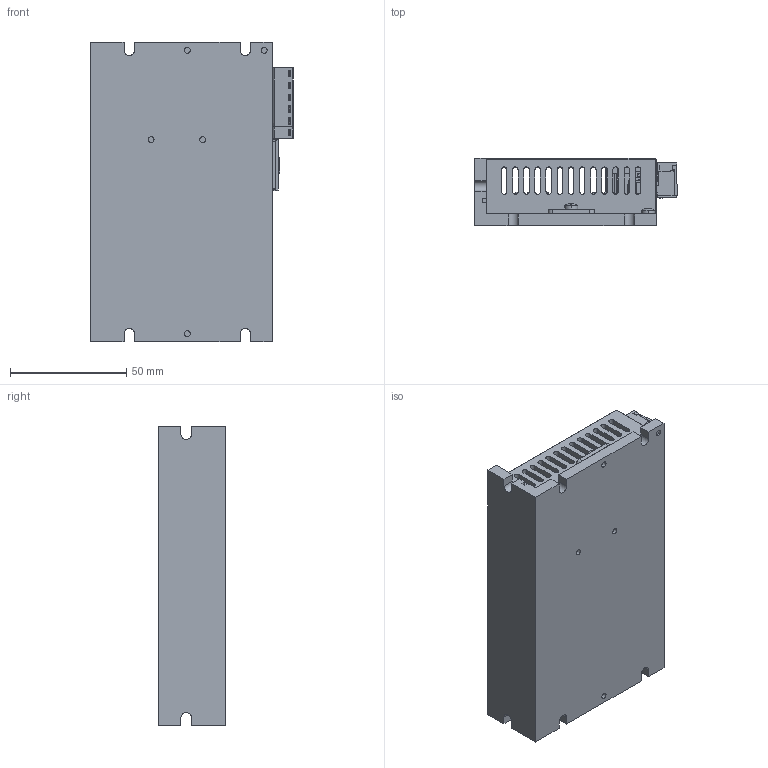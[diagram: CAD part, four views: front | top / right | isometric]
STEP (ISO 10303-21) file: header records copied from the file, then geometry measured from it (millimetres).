
FILE_DESCRIPTION((''),'2;1');
FILE_NAME('STF05-PN-0_4696351004668-B0_ASM','2023-12-26T15:46:59',('ms990067'),(''),'CREO PARAMETRIC BY PTC INC, 2018100','CREO PARAMETRIC BY PTC INC, 2018100','');
FILE_SCHEMA(('CONFIG_CONTROL_DESIGN'));
Products named in the file (16): 00_1-2413; 4713101002111-A1-231226_2_1; 4713101002111-A1-231226_2_2; 4713101002111-A1-231226_2_ASM; CROSS_RECESSED_PAN_HEAD_SCREWS_; 00_1-89890; _ASM0006_ASM-1-SOLID1_1; _ASM0006_ASM-1-SOLID2_1; _ASM0006_ASM-1-SOLID3_1; _ASM0006_ASM-1-SOLID4_1; _ASM0006_ASM-1-SOLID5_1; _ASM0006_ASM-1-SOLID6_1; 00_ASM_1_ASM; 5016462000_1; ASM0001_ASM_1_ASM; STF05-PN-0_4696351004668-B0_ASM
Assembly tree (19 placements, depth 4):
  STF05-PN-0_4696351004668-B0_ASM
    ASM0001_ASM_1_ASM
      00_1-2413
      4713101002111-A1-231226_2_ASM
        4713101002111-A1-231226_2_1
        4713101002111-A1-231226_2_2
      CROSS_RECESSED_PAN_HEAD_SCREWS_  x4
      00_1-89890
      00_ASM_1_ASM
        _ASM0006_ASM-1-SOLID1_1
        _ASM0006_ASM-1-SOLID2_1
        _ASM0006_ASM-1-SOLID3_1
        _ASM0006_ASM-1-SOLID4_1
        _ASM0006_ASM-1-SOLID5_1
        _ASM0006_ASM-1-SOLID6_1
      5016462000_1
    CROSS_RECESSED_PAN_HEAD_SCREWS_
Bounding box: 87.25 x 29 x 129 mm (x, y, z)
Volume: 92048.4 mm3; surface area: 96215.7 mm2
Topology: 15 solids, 19 shells, 4657 faces, 12765 edges, 8241 vertices
Faces by surface type: plane 3209, cylinder 1184, bspline 96, torus 66, sphere 52, cone 46, extrusion 4
Entity records: 148069 total; most frequent: CARTESIAN_POINT 31448, ORIENTED_EDGE 24874, DIRECTION 22991, EDGE_CURVE 12455, VECTOR 9417, LINE 9413, VERTEX_POINT 8064, AXIS2_PLACEMENT_3D 6787
